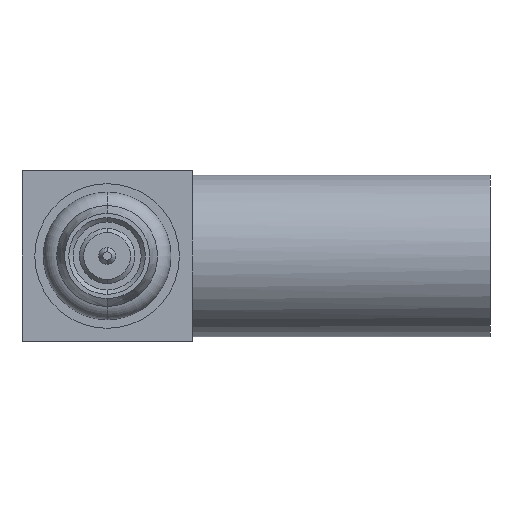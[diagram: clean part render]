
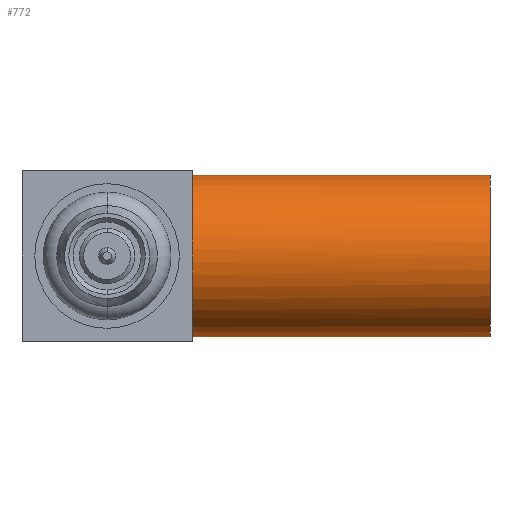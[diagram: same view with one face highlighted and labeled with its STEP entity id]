
A CAD part, left-side view. The second image highlights one B-rep face of the part: STEP entity #772.
In plain terms, the highlighted cylindrical face has radius 1.9 mm (diameter 3.8 mm), a partial arc.
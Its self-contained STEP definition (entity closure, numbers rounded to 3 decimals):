
#24 = EDGE_CURVE ( 'NONE', #704, #99, #538, .T. ) ;
#87 = EDGE_CURVE ( 'NONE', #1602, #365, #1479, .T. ) ;
#99 = VERTEX_POINT ( 'NONE', #631 ) ;
#178 = VECTOR ( 'NONE', #754, 1000. ) ;
#267 = EDGE_CURVE ( 'NONE', #365, #1194, #353, .T. ) ;
#343 = CARTESIAN_POINT ( 'NONE',  ( 5.25, -2., -1.9 ) ) ;
#353 = CIRCLE ( 'NONE', #887, 1.9 ) ;
#365 = VERTEX_POINT ( 'NONE', #1403 ) ;
#403 = DIRECTION ( 'NONE',  ( 0., -1., 0. ) ) ;
#464 = DIRECTION ( 'NONE',  ( 0., -1., 0. ) ) ;
#482 = DIRECTION ( 'NONE',  ( 0., -1., 0. ) ) ;
#483 = CARTESIAN_POINT ( 'NONE',  ( 5.25, -2., 0. ) ) ;
#491 = VERTEX_POINT ( 'NONE', #1367 ) ;
#530 = CARTESIAN_POINT ( 'NONE',  ( 5.25, -2., 0. ) ) ;
#538 = LINE ( 'NONE', #883, #178 ) ;
#562 = AXIS2_PLACEMENT_3D ( 'NONE', #530, #1473, #675 ) ;
#569 = ORIENTED_EDGE ( 'NONE', *, *, #87, .T. ) ;
#595 = DIRECTION ( 'NONE',  ( 0., -1., 0. ) ) ;
#631 = CARTESIAN_POINT ( 'NONE',  ( 5.25, -9., 1.9 ) ) ;
#675 = DIRECTION ( 'NONE',  ( 0., 0., -1. ) ) ;
#704 = VERTEX_POINT ( 'NONE', #1500 ) ;
#726 = CIRCLE ( 'NONE', #1526, 1.9 ) ;
#728 = AXIS2_PLACEMENT_3D ( 'NONE', #483, #1287, #1444 ) ;
#753 = CYLINDRICAL_SURFACE ( 'NONE', #728, 1.9 ) ;
#754 = DIRECTION ( 'NONE',  ( 0., -1., 0. ) ) ;
#772 = ADVANCED_FACE ( 'NONE', ( #1504 ), #753, .T. ) ;
#857 = CARTESIAN_POINT ( 'NONE',  ( 5.25, -2., -1.9 ) ) ;
#883 = CARTESIAN_POINT ( 'NONE',  ( 5.25, -2., 1.9 ) ) ;
#887 = AXIS2_PLACEMENT_3D ( 'NONE', #1190, #403, #1334 ) ;
#893 = VECTOR ( 'NONE', #464, 1000. ) ;
#910 = CARTESIAN_POINT ( 'NONE',  ( 3.5, -2., 0.74 ) ) ;
#988 = AXIS2_PLACEMENT_3D ( 'NONE', #1286, #482, #1418 ) ;
#997 = ORIENTED_EDGE ( 'NONE', *, *, #1193, .F. ) ;
#1014 = EDGE_CURVE ( 'NONE', #1194, #491, #1611, .T. ) ;
#1109 = ORIENTED_EDGE ( 'NONE', *, *, #24, .F. ) ;
#1187 = ORIENTED_EDGE ( 'NONE', *, *, #267, .T. ) ;
#1190 = CARTESIAN_POINT ( 'NONE',  ( 5.25, -2., 0. ) ) ;
#1193 = EDGE_CURVE ( 'NONE', #99, #491, #726, .T. ) ;
#1194 = VERTEX_POINT ( 'NONE', #857 ) ;
#1284 = CIRCLE ( 'NONE', #988, 1.9 ) ;
#1286 = CARTESIAN_POINT ( 'NONE',  ( 5.25, -2., 0. ) ) ;
#1287 = DIRECTION ( 'NONE',  ( 0., -1., 0. ) ) ;
#1334 = DIRECTION ( 'NONE',  ( 0., 0., -1. ) ) ;
#1367 = CARTESIAN_POINT ( 'NONE',  ( 5.25, -9., -1.9 ) ) ;
#1392 = CARTESIAN_POINT ( 'NONE',  ( 5.25, -9., 0. ) ) ;
#1403 = CARTESIAN_POINT ( 'NONE',  ( 3.5, -2., -0.74 ) ) ;
#1418 = DIRECTION ( 'NONE',  ( 0., 0., -1. ) ) ;
#1425 = ORIENTED_EDGE ( 'NONE', *, *, #1572, .T. ) ;
#1444 = DIRECTION ( 'NONE',  ( 0., 0., -1. ) ) ;
#1473 = DIRECTION ( 'NONE',  ( 0., -1., 0. ) ) ;
#1479 = CIRCLE ( 'NONE', #562, 1.9 ) ;
#1500 = CARTESIAN_POINT ( 'NONE',  ( 5.25, -2., 1.9 ) ) ;
#1504 = FACE_OUTER_BOUND ( 'NONE', #1541, .T. ) ;
#1526 = AXIS2_PLACEMENT_3D ( 'NONE', #1392, #595, #1527 ) ;
#1527 = DIRECTION ( 'NONE',  ( 0., 0., -1. ) ) ;
#1541 = EDGE_LOOP ( 'NONE', ( #1109, #1425, #569, #1187, #1560, #997 ) ) ;
#1560 = ORIENTED_EDGE ( 'NONE', *, *, #1014, .T. ) ;
#1572 = EDGE_CURVE ( 'NONE', #704, #1602, #1284, .T. ) ;
#1602 = VERTEX_POINT ( 'NONE', #910 ) ;
#1611 = LINE ( 'NONE', #343, #893 ) ;
